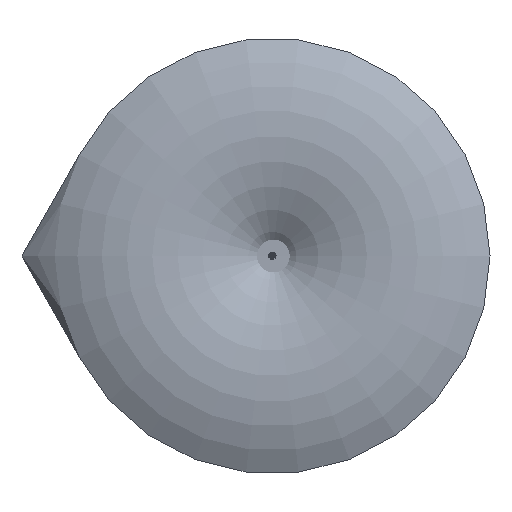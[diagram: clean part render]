
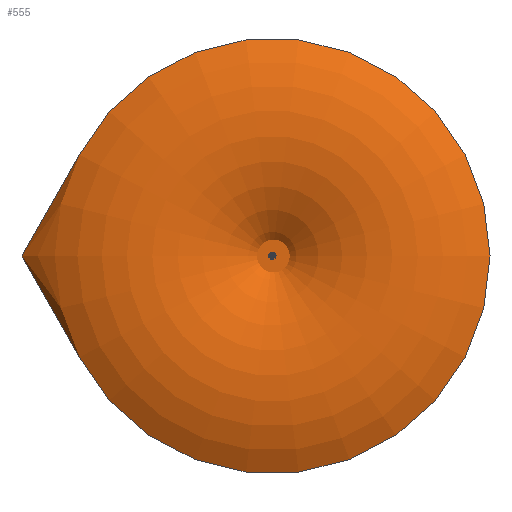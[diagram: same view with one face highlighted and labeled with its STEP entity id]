
A CAD part, left-side view. The second image highlights one B-rep face of the part: STEP entity #555.
In plain terms, the highlighted toroidal (fillet/blend) face has major radius 0.699 mm and minor radius 1.016 mm.
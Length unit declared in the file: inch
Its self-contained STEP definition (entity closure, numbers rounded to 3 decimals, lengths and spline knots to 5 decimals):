
#89 = DIRECTION ( 'NONE',  ( 1., 0., 0. ) ) ;
#95 = CARTESIAN_POINT ( 'NONE',  ( -0.07595, 0., 0. ) ) ;
#97 = EDGE_CURVE ( 'NONE', #612, #612, #114, .T. ) ;
#114 = CIRCLE ( 'NONE', #762, 0.0125 ) ;
#301 = FACE_OUTER_BOUND ( 'NONE', #944, .T. ) ;
#378 = DIRECTION ( 'NONE',  ( 0., 1., 0. ) ) ;
#435 = DIRECTION ( 'NONE',  ( 1., 0., 0. ) ) ;
#488 = ORIENTED_EDGE ( 'NONE', *, *, #97, .F. ) ;
#552 = AXIS2_PLACEMENT_3D ( 'NONE', #803, #435, #831 ) ;
#555 = ADVANCED_FACE ( 'NONE', ( #301 ), #743, .T. ) ;
#612 = VERTEX_POINT ( 'NONE', #625 ) ;
#625 = CARTESIAN_POINT ( 'NONE',  ( -0.07595, 0.0125, 0. ) ) ;
#743 = TOROIDAL_SURFACE ( 'NONE', #552, -0.0275, 0.04 ) ;
#762 = AXIS2_PLACEMENT_3D ( 'NONE', #95, #89, #378 ) ;
#803 = CARTESIAN_POINT ( 'NONE',  ( -0.07595, 0., 0. ) ) ;
#831 = DIRECTION ( 'NONE',  ( 0., 1., 0. ) ) ;
#944 = EDGE_LOOP ( 'NONE', ( #488 ) ) ;
